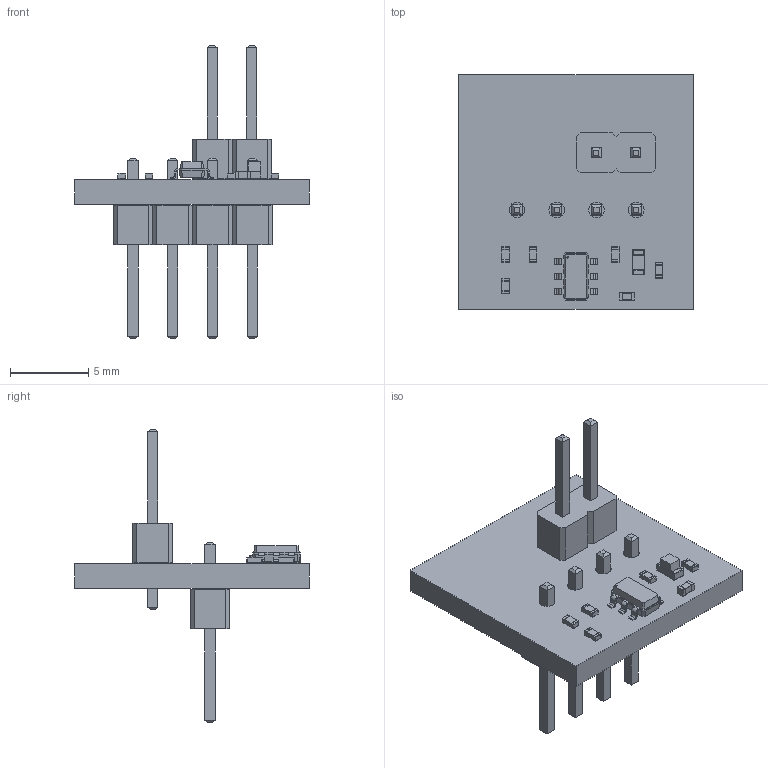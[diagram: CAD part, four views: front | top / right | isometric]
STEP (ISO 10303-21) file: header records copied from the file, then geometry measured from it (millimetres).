
FILE_DESCRIPTION(('KiCad electronic assembly'),'2;1');
FILE_NAME('TrackNode.step','2025-01-26T23:03:07',('Pcbnew'),('Kicad'), 'Open CASCADE STEP processor 7.6','KiCad to STEP converter','Unknown' );
FILE_SCHEMA(('AUTOMOTIVE_DESIGN { 1 0 10303 214 1 1 1 1 }'));
Length unit declared in the file: millimetre
Products named in the file (14): TrackNode 1; R_0402_1005Metric; SOLID; C_0402_1005Metric; LED_0603_1608Metric; TSOP-6_1.65x3.05mm_P0.95mm; PinHeader_1x02_P2.54mm_Vertical; PinHeader_1x04_P2.54mm_Vertical; PCB
Assembly tree (17 placements, depth 3):
  TrackNode 1
    R_0402_1005Metric  x5
      SOLID
    C_0402_1005Metric
      SOLID
    LED_0603_1608Metric
      SOLID
    TSOP-6_1.65x3.05mm_P0.95mm
      SOLID
    PinHeader_1x02_P2.54mm_Vertical
      SOLID
    PinHeader_1x04_P2.54mm_Vertical
      SOLID
    PCB
Bounding box: 15 x 15 x 18.76 mm (x, y, z)
Volume: 472.9 mm3; surface area: 923.4 mm2
Topology: 11 solids, 11 shells, 498 faces, 1256 edges, 796 vertices
Faces by surface type: plane 377, cylinder 91, bspline 30
Full cylindrical faces by diameter (mm): 0.1 x1, 1 x6
Entity records: 27603 total; most frequent: CARTESIAN_POINT 4804, DIRECTION 3677, LINE 2623, VECTOR 2623, ORIENTED_EDGE 1968, PCURVE 1968, DEFINITIONAL_REPRESENTATION 1968, EDGE_CURVE 984
